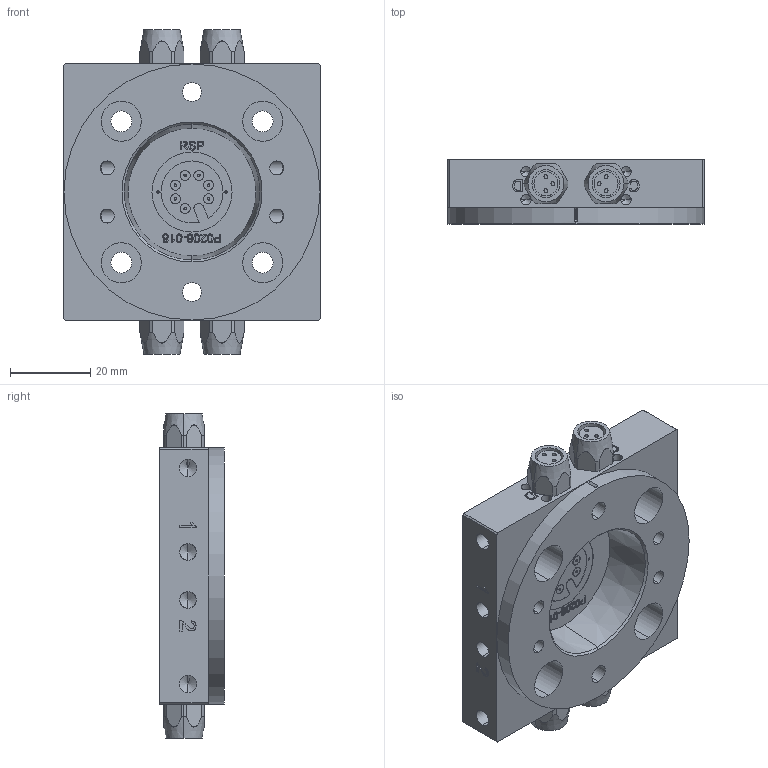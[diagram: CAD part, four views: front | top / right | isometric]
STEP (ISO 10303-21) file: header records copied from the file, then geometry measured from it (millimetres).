
FILE_DESCRIPTION (( 'STEP AP214' ), '1' );
FILE_NAME ('P1137.STEP', '2018-06-08T06:47:45', ( '' ), ( '' ), 'SwSTEP 2.0', 'SolidWorks 2016', '' );
FILE_SCHEMA (( 'AUTOMOTIVE_DESIGN' ));
Length unit declared in the file: millimetre
Products named in the file (1): P1137
Bounding box: 64 x 16 x 81 mm (x, y, z)
Volume: 44734.5 mm3; surface area: 28862.8 mm2
Topology: 17 solids, 17 shells, 1270 faces, 3214 edges, 2071 vertices
Faces by surface type: plane 536, cylinder 373, bspline 233, cone 120, torus 8
Entity records: 64930 total; most frequent: CARTESIAN_POINT 21303, ORIENTED_EDGE 6332, DIRECTION 5506, EDGE_CURVE 3166, VERTEX_POINT 2071, AXIS2_PLACEMENT_3D 1846, VECTOR 1814, LINE 1814
